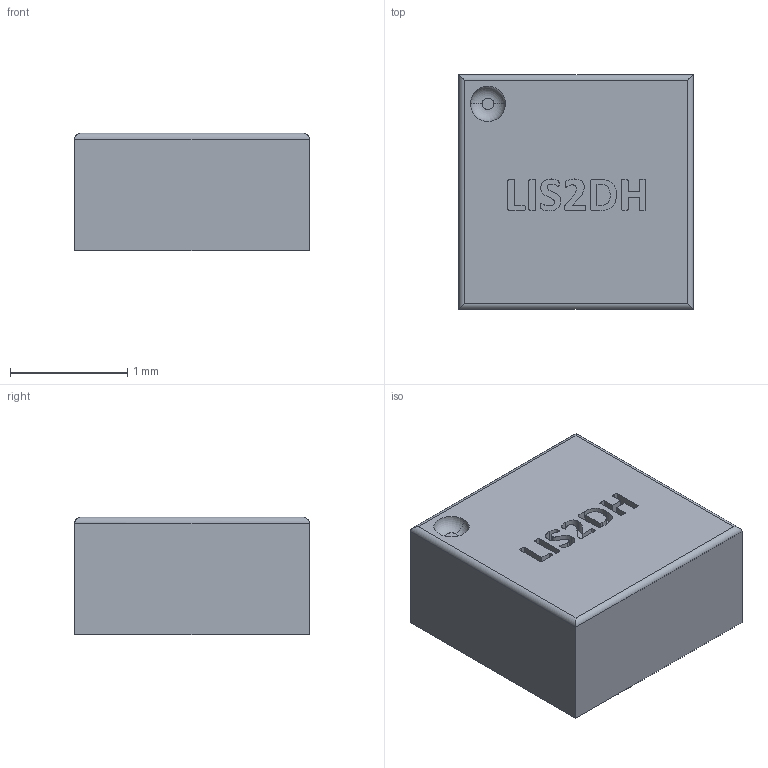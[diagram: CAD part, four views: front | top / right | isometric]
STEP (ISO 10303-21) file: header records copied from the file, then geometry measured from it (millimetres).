
FILE_DESCRIPTION (( 'STEP AP214' ), '1' );
FILE_NAME ('User Library-LIS2DHTR.STEP', '2020-11-24T22:21:34', ( '' ), ( '' ), 'SwSTEP 2.0', 'SolidWorks 2020', '' );
FILE_SCHEMA (( 'AUTOMOTIVE_DESIGN' ));
Length unit declared in the file: millimetre
Products named in the file (1): User Library-LIS2DHTR
Bounding box: 2 x 2 x 1 mm (x, y, z)
Volume: 4 mm3; surface area: 16.5 mm2
Topology: 1 solids, 1 shells, 90 faces, 236 edges, 156 vertices
Faces by surface type: bspline 46, plane 38, cylinder 4, torus 2
Entity records: 5068 total; most frequent: CARTESIAN_POINT 2917, ORIENTED_EDGE 472, EDGE_CURVE 236, DIRECTION 236, VERTEX_POINT 156, LINE 134, VECTOR 134, EDGE_LOOP 98
